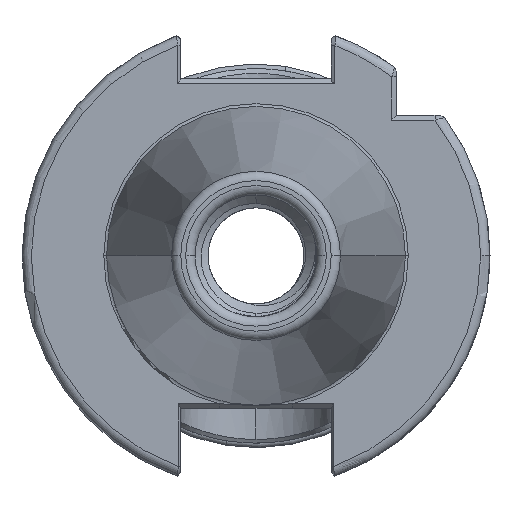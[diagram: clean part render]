
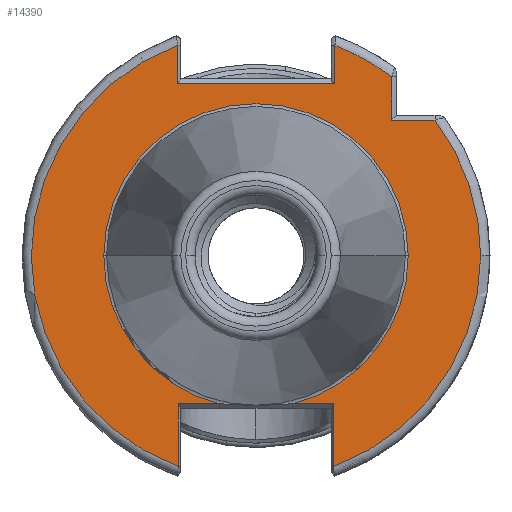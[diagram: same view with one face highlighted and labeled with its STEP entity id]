
A CAD part, left-side view. The second image highlights one B-rep face of the part: STEP entity #14390.
In plain terms, the highlighted planar face has unit normal (-1, 0, 0).
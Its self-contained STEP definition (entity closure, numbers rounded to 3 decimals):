
#1607 = VERTEX_POINT ( 'NONE', #6519 ) ;
#1617 = VERTEX_POINT ( 'NONE', #6478 ) ;
#1650 = VERTEX_POINT ( 'NONE', #6512 ) ;
#1651 = VERTEX_POINT ( 'NONE', #6469 ) ;
#2766 = AXIS2_PLACEMENT_3D ( 'NONE', #3832, #3809, #3818 ) ;
#3296 = ORIENTED_EDGE ( 'NONE', *, *, #8957, .T. ) ;
#3298 = ORIENTED_EDGE ( 'NONE', *, *, #8987, .T. ) ;
#3325 = ORIENTED_EDGE ( 'NONE', *, *, #9033, .T. ) ;
#3331 = ORIENTED_EDGE ( 'NONE', *, *, #19312, .T. ) ;
#3333 = ORIENTED_EDGE ( 'NONE', *, *, #14048, .T. ) ;
#3336 = ORIENTED_EDGE ( 'NONE', *, *, #9088, .T. ) ;
#3344 = ORIENTED_EDGE ( 'NONE', *, *, #9024, .T. ) ;
#3349 = ORIENTED_EDGE ( 'NONE', *, *, #8990, .T. ) ;
#3351 = ORIENTED_EDGE ( 'NONE', *, *, #9011, .T. ) ;
#3352 = ORIENTED_EDGE ( 'NONE', *, *, #14344, .T. ) ;
#3356 = ORIENTED_EDGE ( 'NONE', *, *, #9116, .T. ) ;
#3359 = ORIENTED_EDGE ( 'NONE', *, *, #8950, .T. ) ;
#3370 = ORIENTED_EDGE ( 'NONE', *, *, #9178, .T. ) ;
#3374 = ORIENTED_EDGE ( 'NONE', *, *, #8932, .T. ) ;
#3382 = ORIENTED_EDGE ( 'NONE', *, *, #9249, .T. ) ;
#3385 = ORIENTED_EDGE ( 'NONE', *, *, #9151, .T. ) ;
#3483 = CARTESIAN_POINT ( 'NONE',  ( 0., 0., 0. ) ) ;
#3498 = DIRECTION ( 'NONE',  ( 1., 0., 0. ) ) ;
#3509 = DIRECTION ( 'NONE',  ( 0., -1., 0. ) ) ;
#3583 = CARTESIAN_POINT ( 'NONE',  ( 0., 16.342, 18.4 ) ) ;
#3639 = DIRECTION ( 'NONE',  ( 0., 1., 0. ) ) ;
#3809 = DIRECTION ( 'NONE',  ( -1., 0., 0. ) ) ;
#3818 = DIRECTION ( 'NONE',  ( 0., -1., 0. ) ) ;
#3832 = CARTESIAN_POINT ( 'NONE',  ( 0., 0., 0. ) ) ;
#4161 = FACE_OUTER_BOUND ( 'NONE', #24642, .T. ) ;
#4465 = CIRCLE ( 'NONE', #5337, 16.262 ) ;
#4795 = DIRECTION ( 'NONE',  ( 0., 1., 0. ) ) ;
#4812 = CARTESIAN_POINT ( 'NONE',  ( 0., -15., 14.5 ) ) ;
#5074 = CIRCLE ( 'NONE', #5214, 16.262 ) ;
#5214 = AXIS2_PLACEMENT_3D ( 'NONE', #12423, #12325, #12327 ) ;
#5245 = AXIS2_PLACEMENT_3D ( 'NONE', #13113, #13131, #13133 ) ;
#5292 = AXIS2_PLACEMENT_3D ( 'NONE', #24795, #24785, #24780 ) ;
#5337 = AXIS2_PLACEMENT_3D ( 'NONE', #10563, #10591, #10578 ) ;
#6469 = CARTESIAN_POINT ( 'NONE',  ( 0., -24., 0. ) ) ;
#6478 = CARTESIAN_POINT ( 'NONE',  ( 0., -8.434, 22.469 ) ) ;
#6512 = CARTESIAN_POINT ( 'NONE',  ( 0., -19.125, 14.5 ) ) ;
#6519 = CARTESIAN_POINT ( 'NONE',  ( 0., -14.5, 19.125 ) ) ;
#7242 = VECTOR ( 'NONE', #21306, 1000. ) ;
#7246 = VECTOR ( 'NONE', #21452, 1000. ) ;
#7247 = CIRCLE ( 'NONE', #22421, 24. ) ;
#7250 = LINE ( 'NONE', #21430, #7256 ) ;
#7254 = LINE ( 'NONE', #22401, #7262 ) ;
#7256 = VECTOR ( 'NONE', #21437, 1000. ) ;
#7261 = LINE ( 'NONE', #21419, #7246 ) ;
#7262 = VECTOR ( 'NONE', #22403, 1000. ) ;
#7264 = VECTOR ( 'NONE', #22394, 1000. ) ;
#7267 = LINE ( 'NONE', #22384, #7264 ) ;
#7270 = LINE ( 'NONE', #21353, #7273 ) ;
#7273 = VECTOR ( 'NONE', #21397, 1000. ) ;
#7274 = CIRCLE ( 'NONE', #22417, 24. ) ;
#7276 = LINE ( 'NONE', #21341, #7242 ) ;
#7292 = CIRCLE ( 'NONE', #24510, 16.262 ) ;
#7302 = LINE ( 'NONE', #3583, #7308 ) ;
#7308 = VECTOR ( 'NONE', #3639, 1000. ) ;
#7315 = VECTOR ( 'NONE', #21748, 1000. ) ;
#7318 = LINE ( 'NONE', #21761, #7315 ) ;
#7323 = LINE ( 'NONE', #4812, #7343 ) ;
#7326 = CIRCLE ( 'NONE', #2766, 24. ) ;
#7343 = VECTOR ( 'NONE', #4795, 1000. ) ;
#8734 = CARTESIAN_POINT ( 'NONE',  ( 0., 8.361, 22.497 ) ) ;
#8744 = CARTESIAN_POINT ( 'NONE',  ( 0., -14.5, 14.5 ) ) ;
#8750 = CARTESIAN_POINT ( 'NONE',  ( 0., 8.361, 18.4 ) ) ;
#8753 = CARTESIAN_POINT ( 'NONE',  ( 0., 8.288, -22.523 ) ) ;
#8774 = CARTESIAN_POINT ( 'NONE',  ( 0., 8.288, -15.8 ) ) ;
#8779 = CARTESIAN_POINT ( 'NONE',  ( 0., -8.434, 18.4 ) ) ;
#8783 = CARTESIAN_POINT ( 'NONE',  ( 0., -8.288, -15.8 ) ) ;
#8932 = EDGE_CURVE ( 'NONE', #1651, #1650, #7274, .T. ) ;
#8950 = EDGE_CURVE ( 'NONE', #16660, #16661, #7267, .T. ) ;
#8957 = EDGE_CURVE ( 'NONE', #16631, #16624, #7254, .T. ) ;
#8987 = EDGE_CURVE ( 'NONE', #1607, #1617, #7247, .T. ) ;
#8990 = EDGE_CURVE ( 'NONE', #16636, #22964, #7276, .T. ) ;
#9011 = EDGE_CURVE ( 'NONE', #16653, #1607, #7270, .T. ) ;
#9024 = EDGE_CURVE ( 'NONE', #1617, #16623, #7261, .T. ) ;
#9033 = EDGE_CURVE ( 'NONE', #16624, #13949, #7250, .T. ) ;
#9088 = EDGE_CURVE ( 'NONE', #13912, #16636, #7318, .T. ) ;
#9116 = EDGE_CURVE ( 'NONE', #13927, #13917, #7292, .T. ) ;
#9151 = EDGE_CURVE ( 'NONE', #16623, #16660, #7302, .T. ) ;
#9178 = EDGE_CURVE ( 'NONE', #16661, #16631, #7326, .T. ) ;
#9249 = EDGE_CURVE ( 'NONE', #1650, #16653, #7323, .T. ) ;
#10439 = CARTESIAN_POINT ( 'NONE',  ( 0., -16.262, 0. ) ) ;
#10452 = CARTESIAN_POINT ( 'NONE',  ( 0., 16.262, 0. ) ) ;
#10459 = CARTESIAN_POINT ( 'NONE',  ( 0., -3.851, -15.8 ) ) ;
#10474 = CARTESIAN_POINT ( 'NONE',  ( 0., 3.851, -15.8 ) ) ;
#10563 = CARTESIAN_POINT ( 'NONE',  ( 0., 0., 0. ) ) ;
#10578 = DIRECTION ( 'NONE',  ( 0., -1., 0. ) ) ;
#10591 = DIRECTION ( 'NONE',  ( 1., 0., 0. ) ) ;
#12325 = DIRECTION ( 'NONE',  ( 1., 0., 0. ) ) ;
#12327 = DIRECTION ( 'NONE',  ( 0., -1., 0. ) ) ;
#12423 = CARTESIAN_POINT ( 'NONE',  ( 0., 0., 0. ) ) ;
#13111 = PLANE ( 'NONE',  #5245 ) ;
#13113 = CARTESIAN_POINT ( 'NONE',  ( 0., 16.342, 0. ) ) ;
#13131 = DIRECTION ( 'NONE',  ( -1., 0., 0. ) ) ;
#13133 = DIRECTION ( 'NONE',  ( 0., -1., 0. ) ) ;
#13912 = VERTEX_POINT ( 'NONE', #10459 ) ;
#13917 = VERTEX_POINT ( 'NONE', #10439 ) ;
#13927 = VERTEX_POINT ( 'NONE', #10452 ) ;
#13949 = VERTEX_POINT ( 'NONE', #10474 ) ;
#14048 = EDGE_CURVE ( 'NONE', #13917, #13912, #4465, .T. ) ;
#14344 = EDGE_CURVE ( 'NONE', #13949, #13927, #5074, .T. ) ;
#14390 = ADVANCED_FACE ( 'NONE', ( #4161 ), #13111, .T. ) ;
#15022 = CARTESIAN_POINT ( 'NONE',  ( 0., -8.288, -22.523 ) ) ;
#16623 = VERTEX_POINT ( 'NONE', #8779 ) ;
#16624 = VERTEX_POINT ( 'NONE', #8774 ) ;
#16631 = VERTEX_POINT ( 'NONE', #8753 ) ;
#16636 = VERTEX_POINT ( 'NONE', #8783 ) ;
#16653 = VERTEX_POINT ( 'NONE', #8744 ) ;
#16660 = VERTEX_POINT ( 'NONE', #8750 ) ;
#16661 = VERTEX_POINT ( 'NONE', #8734 ) ;
#19312 = EDGE_CURVE ( 'NONE', #22964, #1651, #20792, .T. ) ;
#20792 = CIRCLE ( 'NONE', #5292, 24. ) ;
#21306 = DIRECTION ( 'NONE',  ( 0., 0., -1. ) ) ;
#21310 = DIRECTION ( 'NONE',  ( -1., 0., 0. ) ) ;
#21333 = CARTESIAN_POINT ( 'NONE',  ( 0., 0., 0. ) ) ;
#21337 = DIRECTION ( 'NONE',  ( 0., -1., 0. ) ) ;
#21341 = CARTESIAN_POINT ( 'NONE',  ( 0., -8.288, -22.61 ) ) ;
#21353 = CARTESIAN_POINT ( 'NONE',  ( 0., -14.5, 18.735 ) ) ;
#21397 = DIRECTION ( 'NONE',  ( 0., 0., 1. ) ) ;
#21419 = CARTESIAN_POINT ( 'NONE',  ( 0., -8.434, 0. ) ) ;
#21430 = CARTESIAN_POINT ( 'NONE',  ( 0., -8.288, -15.8 ) ) ;
#21437 = DIRECTION ( 'NONE',  ( 0., -1., 0. ) ) ;
#21452 = DIRECTION ( 'NONE',  ( 0., 0., -1. ) ) ;
#21748 = DIRECTION ( 'NONE',  ( 0., -1., 0. ) ) ;
#21761 = CARTESIAN_POINT ( 'NONE',  ( 0., -8.288, -15.8 ) ) ;
#22353 = CARTESIAN_POINT ( 'NONE',  ( 0., 0., 0. ) ) ;
#22368 = DIRECTION ( 'NONE',  ( -1., 0., 0. ) ) ;
#22372 = DIRECTION ( 'NONE',  ( 0., -1., 0. ) ) ;
#22384 = CARTESIAN_POINT ( 'NONE',  ( 0., 8.361, 0. ) ) ;
#22394 = DIRECTION ( 'NONE',  ( 0., 0., 1. ) ) ;
#22401 = CARTESIAN_POINT ( 'NONE',  ( 0., 8.288, -16.3 ) ) ;
#22403 = DIRECTION ( 'NONE',  ( 0., 0., 1. ) ) ;
#22417 = AXIS2_PLACEMENT_3D ( 'NONE', #22353, #22368, #22372 ) ;
#22421 = AXIS2_PLACEMENT_3D ( 'NONE', #21333, #21310, #21337 ) ;
#22964 = VERTEX_POINT ( 'NONE', #15022 ) ;
#24510 = AXIS2_PLACEMENT_3D ( 'NONE', #3483, #3498, #3509 ) ;
#24642 = EDGE_LOOP ( 'NONE', ( #3352, #3356, #3333, #3336, #3349, #3331, #3374, #3382, #3351, #3298, #3344, #3385, #3359, #3370, #3296, #3325 ) ) ;
#24780 = DIRECTION ( 'NONE',  ( 0., -1., 0. ) ) ;
#24785 = DIRECTION ( 'NONE',  ( -1., 0., 0. ) ) ;
#24795 = CARTESIAN_POINT ( 'NONE',  ( 0., 0., 0. ) ) ;
